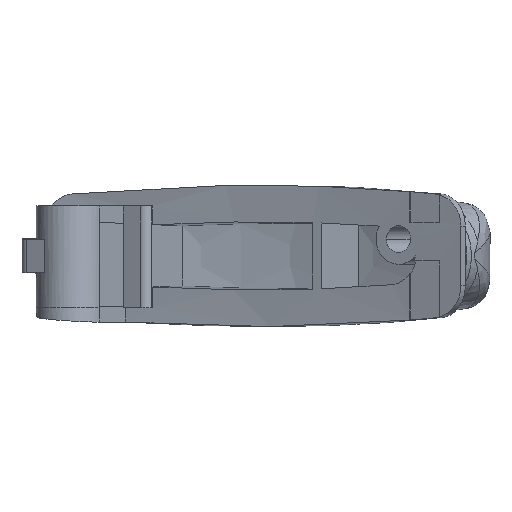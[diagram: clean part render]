
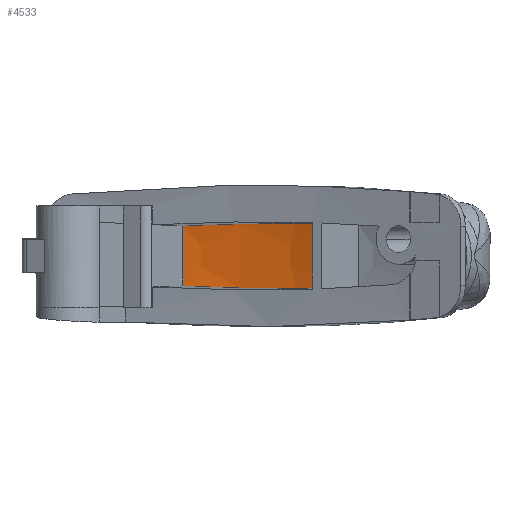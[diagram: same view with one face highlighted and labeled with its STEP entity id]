
A CAD part, front view. The second image highlights one B-rep face of the part: STEP entity #4533.
In plain terms, the highlighted free-form (B-spline) face has degree [3, 3] with [4, 7] control points.
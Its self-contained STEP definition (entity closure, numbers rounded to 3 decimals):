
#96 = CARTESIAN_POINT ( 'NONE',  ( 49.507, 34.273, 1.435 ) ) ;
#114 = CARTESIAN_POINT ( 'NONE',  ( 39.676, 37.532, 5.122 ) ) ;
#233 = CARTESIAN_POINT ( 'NONE',  ( 39.69, 37.556, 1.94 ) ) ;
#276 = CARTESIAN_POINT ( 'NONE',  ( 47.972, 35.058, 5.268 ) ) ;
#421 = CARTESIAN_POINT ( 'NONE',  ( 46.135, 36.111, 3.996 ) ) ;
#457 = CARTESIAN_POINT ( 'NONE',  ( 35.634, 37.818, 1.347 ) ) ;
#588 = CARTESIAN_POINT ( 'NONE',  ( 49.521, 34.297, 1.856 ) ) ;
#687 = EDGE_CURVE ( 'NONE', #2837, #3592, #1592, .T. ) ;
#792 = CARTESIAN_POINT ( 'NONE',  ( 39.676, 37.532, 1.542 ) ) ;
#850 = CARTESIAN_POINT ( 'NONE',  ( 49.507, 34.273, 1.435 ) ) ;
#896 = CARTESIAN_POINT ( 'NONE',  ( 44.671, 36.353, 1.395 ) ) ;
#942 = VERTEX_POINT ( 'NONE', #850 ) ;
#966 = CARTESIAN_POINT ( 'NONE',  ( 37.35, 37.902, 3.996 ) ) ;
#1058 = CARTESIAN_POINT ( 'NONE',  ( 49.521, 34.297, 4.808 ) ) ;
#1074 = CARTESIAN_POINT ( 'NONE',  ( 40.908, 37.574, 2.668 ) ) ;
#1092 = EDGE_CURVE ( 'NONE', #1204, #3592, #4047, .T. ) ;
#1204 = VERTEX_POINT ( 'NONE', #792 ) ;
#1268 = CARTESIAN_POINT ( 'NONE',  ( 45.09, 36.212, 5.274 ) ) ;
#1396 = FACE_OUTER_BOUND ( 'NONE', #4668, .T. ) ;
#1457 = B_SPLINE_CURVE_WITH_KNOTS ( 'NONE', 3,
 ( #3798, #6233, #1468, #2069, #4430, #6123, #2684, #4503, #3301, #896, #3190, #7315, #3764, #5510 ),
 .UNSPECIFIED., .F., .F.,
 ( 4, 2, 2, 1, 1, 2, 2, 4 ),
 ( 0., 0.25, 0.375, 0.437, 0.469, 0.484, 0.5, 1. ),
 .UNSPECIFIED. ) ;
#1468 = CARTESIAN_POINT ( 'NONE',  ( 41.445, 37.232, 1.47 ) ) ;
#1592 = B_SPLINE_CURVE_WITH_KNOTS ( 'NONE', 3,
 ( #6114, #5503, #276, #2614, #7277, #7563, #5384, #1268, #4157, #6585, #1792, #2323, #1753, #7071, #114 ),
 .UNSPECIFIED., .F., .F.,
 ( 4, 2, 2, 1, 1, 1, 2, 2, 4 ),
 ( 0., 0.25, 0.375, 0.438, 0.469, 0.484, 0.492, 0.5, 1. ),
 .UNSPECIFIED. ) ;
#1609 = CARTESIAN_POINT ( 'NONE',  ( 37.344, 37.81, 1.347 ) ) ;
#1644 = CARTESIAN_POINT ( 'NONE',  ( 35.635, 37.91, 2.668 ) ) ;
#1676 = CARTESIAN_POINT ( 'NONE',  ( 55.442, 30.148, 3.996 ) ) ;
#1753 = CARTESIAN_POINT ( 'NONE',  ( 43.139, 36.861, 5.251 ) ) ;
#1792 = CARTESIAN_POINT ( 'NONE',  ( 44.778, 36.318, 5.271 ) ) ;
#1878 = ORIENTED_EDGE ( 'NONE', *, *, #1092, .F. ) ;
#2069 = CARTESIAN_POINT ( 'NONE',  ( 42.719, 36.926, 1.433 ) ) ;
#2139 = CARTESIAN_POINT ( 'NONE',  ( 51.119, 33.639, 3.996 ) ) ;
#2217 = CARTESIAN_POINT ( 'NONE',  ( 55.442, 30.148, 2.668 ) ) ;
#2254 = CARTESIAN_POINT ( 'NONE',  ( 40.891, 37.482, 1.347 ) ) ;
#2287 = B_SPLINE_SURFACE_WITH_KNOTS ( 'NONE', 3, 3, ( 
 ( #3723, #6916, #6305, #3295, #6342, #6845, #3901 ),
 ( #5005, #966, #5685, #421, #2139, #7499, #1676 ),
 ( #1644, #2753, #1074, #5080, #4005, #3938, #2217 ),
 ( #457, #1609, #2254, #4579, #5719, #4498, #3402 ) ),
 .UNSPECIFIED., .F., .F., .F.,
 ( 4, 4 ),
 ( 4, 1, 1, 1, 4 ),
 ( 0.303, 0.697 ),
 ( 0.041, 0.26, 0.495, 0.73, 0.966 ),
 .UNSPECIFIED. ) ;
#2323 = CARTESIAN_POINT ( 'NONE',  ( 44.751, 36.327, 5.27 ) ) ;
#2476 = ORIENTED_EDGE ( 'NONE', *, *, #687, .T. ) ;
#2568 = CARTESIAN_POINT ( 'NONE',  ( 39.676, 37.532, 1.542 ) ) ;
#2614 = CARTESIAN_POINT ( 'NONE',  ( 46.776, 35.575, 5.278 ) ) ;
#2684 = CARTESIAN_POINT ( 'NONE',  ( 44.065, 36.547, 1.404 ) ) ;
#2753 = CARTESIAN_POINT ( 'NONE',  ( 37.35, 37.902, 2.668 ) ) ;
#2837 = VERTEX_POINT ( 'NONE', #3099 ) ;
#2842 = ORIENTED_EDGE ( 'NONE', *, *, #5558, .F. ) ;
#3034 = CARTESIAN_POINT ( 'NONE',  ( 39.676, 37.532, 5.122 ) ) ;
#3099 = CARTESIAN_POINT ( 'NONE',  ( 49.507, 34.273, 5.229 ) ) ;
#3190 = CARTESIAN_POINT ( 'NONE',  ( 44.719, 36.337, 1.395 ) ) ;
#3295 = CARTESIAN_POINT ( 'NONE',  ( 46.102, 36.024, 5.318 ) ) ;
#3301 = CARTESIAN_POINT ( 'NONE',  ( 44.57, 36.386, 1.397 ) ) ;
#3402 = CARTESIAN_POINT ( 'NONE',  ( 55.38, 30.08, 1.347 ) ) ;
#3592 = VERTEX_POINT ( 'NONE', #3034 ) ;
#3723 = CARTESIAN_POINT ( 'NONE',  ( 35.634, 37.818, 5.318 ) ) ;
#3764 = CARTESIAN_POINT ( 'NONE',  ( 48.007, 35.081, 1.389 ) ) ;
#3798 = CARTESIAN_POINT ( 'NONE',  ( 39.676, 37.532, 1.542 ) ) ;
#3901 = CARTESIAN_POINT ( 'NONE',  ( 55.38, 30.08, 5.318 ) ) ;
#3938 = CARTESIAN_POINT ( 'NONE',  ( 54.078, 31.399, 2.668 ) ) ;
#4005 = CARTESIAN_POINT ( 'NONE',  ( 51.119, 33.639, 2.668 ) ) ;
#4047 = B_SPLINE_CURVE_WITH_KNOTS ( 'NONE', 3,
 ( #2568, #233, #4894, #7236, #4318, #6077 ),
 .UNSPECIFIED., .F., .F.,
 ( 4, 1, 1, 4 ),
 ( 0., 0.333, 0.667, 1. ),
 .UNSPECIFIED. ) ;
#4157 = CARTESIAN_POINT ( 'NONE',  ( 44.908, 36.274, 5.272 ) ) ;
#4318 = CARTESIAN_POINT ( 'NONE',  ( 39.69, 37.556, 4.725 ) ) ;
#4430 = CARTESIAN_POINT ( 'NONE',  ( 43.138, 36.816, 1.422 ) ) ;
#4498 = CARTESIAN_POINT ( 'NONE',  ( 54.02, 31.327, 1.347 ) ) ;
#4503 = CARTESIAN_POINT ( 'NONE',  ( 44.419, 36.435, 1.399 ) ) ;
#4533 = ADVANCED_FACE ( 'NONE', ( #1396 ), #2287, .T. ) ;
#4579 = CARTESIAN_POINT ( 'NONE',  ( 46.102, 36.024, 1.347 ) ) ;
#4630 = CARTESIAN_POINT ( 'NONE',  ( 49.54, 34.33, 3.966 ) ) ;
#4668 = EDGE_LOOP ( 'NONE', ( #2476, #1878, #4931, #2842 ) ) ;
#4894 = CARTESIAN_POINT ( 'NONE',  ( 39.708, 37.587, 2.735 ) ) ;
#4931 = ORIENTED_EDGE ( 'NONE', *, *, #5988, .T. ) ;
#5005 = CARTESIAN_POINT ( 'NONE',  ( 35.635, 37.91, 3.996 ) ) ;
#5080 = CARTESIAN_POINT ( 'NONE',  ( 46.135, 36.111, 2.668 ) ) ;
#5384 = CARTESIAN_POINT ( 'NONE',  ( 45.452, 36.086, 5.277 ) ) ;
#5503 = CARTESIAN_POINT ( 'NONE',  ( 48.75, 34.681, 5.253 ) ) ;
#5510 = CARTESIAN_POINT ( 'NONE',  ( 49.507, 34.273, 1.435 ) ) ;
#5558 = EDGE_CURVE ( 'NONE', #2837, #942, #6011, .T. ) ;
#5685 = CARTESIAN_POINT ( 'NONE',  ( 40.908, 37.574, 3.996 ) ) ;
#5719 = CARTESIAN_POINT ( 'NONE',  ( 51.07, 33.56, 1.347 ) ) ;
#5988 = EDGE_CURVE ( 'NONE', #1204, #942, #1457, .T. ) ;
#6011 = B_SPLINE_CURVE_WITH_KNOTS ( 'NONE', 3,
 ( #6288, #1058, #4630, #7549, #588, #96 ),
 .UNSPECIFIED., .F., .F.,
 ( 4, 1, 1, 4 ),
 ( 0., 0.333, 0.667, 1. ),
 .UNSPECIFIED. ) ;
#6077 = CARTESIAN_POINT ( 'NONE',  ( 39.676, 37.532, 5.122 ) ) ;
#6114 = CARTESIAN_POINT ( 'NONE',  ( 49.507, 34.273, 5.229 ) ) ;
#6123 = CARTESIAN_POINT ( 'NONE',  ( 43.758, 36.639, 1.409 ) ) ;
#6233 = CARTESIAN_POINT ( 'NONE',  ( 40.571, 37.401, 1.502 ) ) ;
#6288 = CARTESIAN_POINT ( 'NONE',  ( 49.507, 34.273, 5.229 ) ) ;
#6305 = CARTESIAN_POINT ( 'NONE',  ( 40.891, 37.482, 5.318 ) ) ;
#6342 = CARTESIAN_POINT ( 'NONE',  ( 51.07, 33.56, 5.318 ) ) ;
#6585 = CARTESIAN_POINT ( 'NONE',  ( 44.83, 36.3, 5.271 ) ) ;
#6845 = CARTESIAN_POINT ( 'NONE',  ( 54.02, 31.327, 5.318 ) ) ;
#6916 = CARTESIAN_POINT ( 'NONE',  ( 37.344, 37.81, 5.318 ) ) ;
#7071 = CARTESIAN_POINT ( 'NONE',  ( 41.449, 37.273, 5.202 ) ) ;
#7236 = CARTESIAN_POINT ( 'NONE',  ( 39.708, 37.587, 3.93 ) ) ;
#7277 = CARTESIAN_POINT ( 'NONE',  ( 46.372, 35.739, 5.279 ) ) ;
#7315 = CARTESIAN_POINT ( 'NONE',  ( 46.422, 35.77, 1.375 ) ) ;
#7499 = CARTESIAN_POINT ( 'NONE',  ( 54.078, 31.399, 3.996 ) ) ;
#7549 = CARTESIAN_POINT ( 'NONE',  ( 49.54, 34.33, 2.699 ) ) ;
#7563 = CARTESIAN_POINT ( 'NONE',  ( 45.76, 35.972, 5.278 ) ) ;
